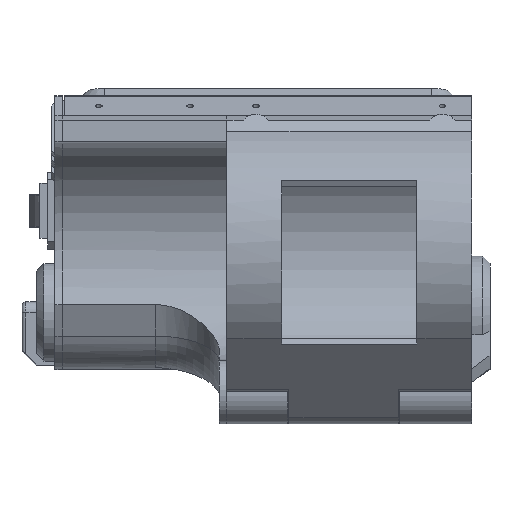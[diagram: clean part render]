
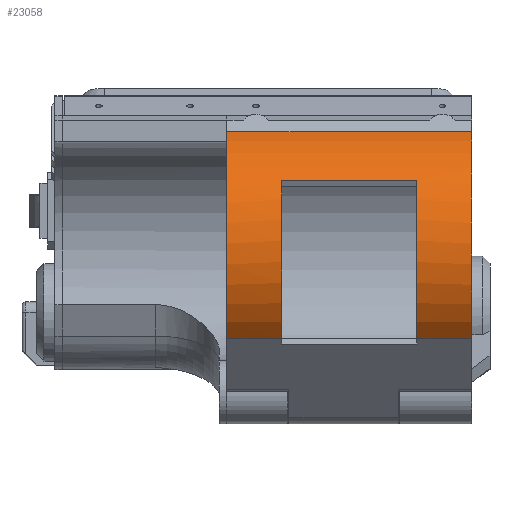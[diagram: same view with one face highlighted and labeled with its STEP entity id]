
A CAD part, front view. The second image highlights one B-rep face of the part: STEP entity #23058.
In plain terms, the highlighted cylindrical face has radius 35 mm (diameter 70 mm), a partial arc.
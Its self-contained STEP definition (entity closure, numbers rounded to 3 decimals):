
#645=CYLINDRICAL_SURFACE('',#24639,35.);
#921=CIRCLE('',#24634,35.);
#923=CIRCLE('',#24637,35.);
#925=CIRCLE('',#24640,35.);
#926=CIRCLE('',#24641,35.);
#2404=FACE_OUTER_BOUND('',#3763,.T.);
#3763=EDGE_LOOP('',(#19293,#19294,#19295,#19296,#19297,#19298,#19299,#19300));
#6060=LINE('',#37351,#8642);
#6079=LINE('',#37397,#8661);
#6080=LINE('',#37401,#8662);
#6081=LINE('',#37404,#8663);
#8642=VECTOR('',#29158,10.);
#8661=VECTOR('',#29201,10.);
#8662=VECTOR('',#29204,10.);
#8663=VECTOR('',#29207,10.);
#10842=VERTEX_POINT('',#37344);
#10845=VERTEX_POINT('',#37349);
#10858=VERTEX_POINT('',#37386);
#10859=VERTEX_POINT('',#37391);
#10860=VERTEX_POINT('',#37396);
#10861=VERTEX_POINT('',#37398);
#10862=VERTEX_POINT('',#37400);
#10863=VERTEX_POINT('',#37402);
#13741=EDGE_CURVE('',#10845,#10842,#6060,.T.);
#13758=EDGE_CURVE('',#10845,#10858,#921,.T.);
#13761=EDGE_CURVE('',#10859,#10842,#923,.T.);
#13764=EDGE_CURVE('',#10860,#10858,#6079,.T.);
#13765=EDGE_CURVE('',#10861,#10860,#925,.T.);
#13766=EDGE_CURVE('',#10862,#10861,#6080,.T.);
#13767=EDGE_CURVE('',#10862,#10863,#926,.T.);
#13768=EDGE_CURVE('',#10859,#10863,#6081,.T.);
#19293=ORIENTED_EDGE('',*,*,#13758,.T.);
#19294=ORIENTED_EDGE('',*,*,#13764,.F.);
#19295=ORIENTED_EDGE('',*,*,#13765,.F.);
#19296=ORIENTED_EDGE('',*,*,#13766,.F.);
#19297=ORIENTED_EDGE('',*,*,#13767,.T.);
#19298=ORIENTED_EDGE('',*,*,#13768,.F.);
#19299=ORIENTED_EDGE('',*,*,#13761,.T.);
#19300=ORIENTED_EDGE('',*,*,#13741,.F.);
#23058=ADVANCED_FACE('',(#2404),#645,.T.);
#24634=AXIS2_PLACEMENT_3D('',#37387,#29187,#29188);
#24637=AXIS2_PLACEMENT_3D('',#37392,#29194,#29195);
#24639=AXIS2_PLACEMENT_3D('',#37395,#29199,#29200);
#24640=AXIS2_PLACEMENT_3D('',#37399,#29202,#29203);
#24641=AXIS2_PLACEMENT_3D('',#37403,#29205,#29206);
#29158=DIRECTION('',(0.,0.,1.));
#29187=DIRECTION('center_axis',(0.,0.,-1.));
#29188=DIRECTION('ref_axis',(1.,0.,0.));
#29194=DIRECTION('center_axis',(0.,0.,1.));
#29195=DIRECTION('ref_axis',(1.,0.,0.));
#29199=DIRECTION('center_axis',(0.,0.,1.));
#29200=DIRECTION('ref_axis',(1.,0.,0.));
#29201=DIRECTION('',(0.,0.,1.));
#29202=DIRECTION('center_axis',(0.,0.,-1.));
#29203=DIRECTION('ref_axis',(1.,0.,0.));
#29204=DIRECTION('',(0.,0.,-1.));
#29205=DIRECTION('center_axis',(0.,0.,-1.));
#29206=DIRECTION('ref_axis',(1.,0.,0.));
#29207=DIRECTION('',(0.,0.,1.));
#37344=CARTESIAN_POINT('',(19.262,-29.223,17.));
#37349=CARTESIAN_POINT('',(19.262,-29.223,-20.));
#37351=CARTESIAN_POINT('',(19.262,-29.223,0.));
#37386=CARTESIAN_POINT('',(-24.012,-25.464,-20.));
#37387=CARTESIAN_POINT('Origin',(0.,0.,-20.));
#37391=CARTESIAN_POINT('',(-24.012,-25.464,17.));
#37392=CARTESIAN_POINT('Origin',(0.,0.,17.));
#37395=CARTESIAN_POINT('Origin',(0.,0.,0.));
#37396=CARTESIAN_POINT('',(-24.012,-25.464,-35.));
#37397=CARTESIAN_POINT('',(-24.012,-25.464,0.));
#37398=CARTESIAN_POINT('',(32.561,-12.836,-35.));
#37399=CARTESIAN_POINT('Origin',(0.,0.,-35.));
#37400=CARTESIAN_POINT('',(32.561,-12.836,32.));
#37401=CARTESIAN_POINT('',(32.561,-12.836,0.));
#37402=CARTESIAN_POINT('',(-24.012,-25.464,32.));
#37403=CARTESIAN_POINT('Origin',(0.,0.,32.));
#37404=CARTESIAN_POINT('',(-24.012,-25.464,0.));
